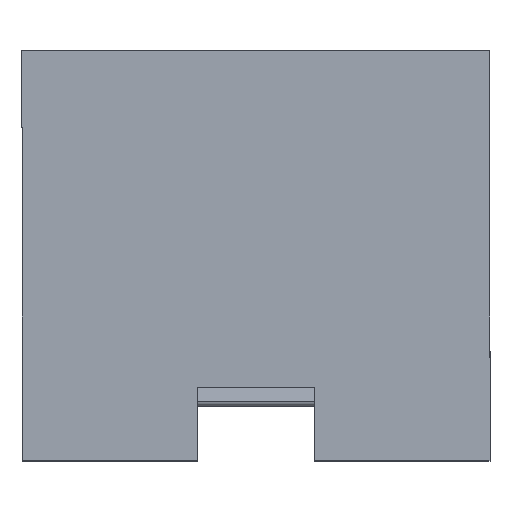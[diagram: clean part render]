
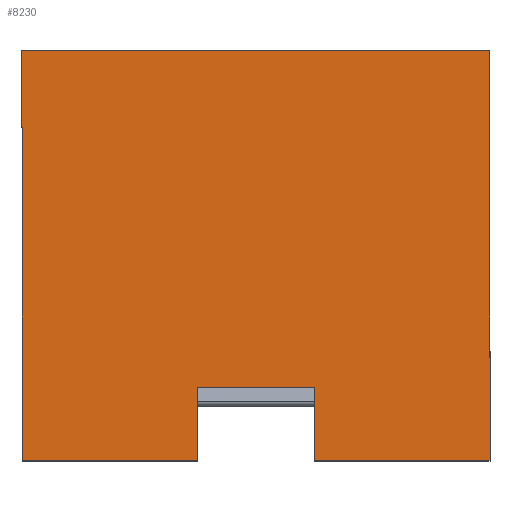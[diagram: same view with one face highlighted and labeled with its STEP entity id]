
A CAD part, top view. The second image highlights one B-rep face of the part: STEP entity #8230.
In plain terms, the highlighted planar face has unit normal (0, 0, 1).
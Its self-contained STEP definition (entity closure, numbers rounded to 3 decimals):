
#7957=CARTESIAN_POINT('',(0.4,-1.4,4.5));
#7958=VERTEX_POINT('',#7957);
#7965=CARTESIAN_POINT('',(0.4,-0.9,4.5));
#7966=VERTEX_POINT('',#7965);
#7967=CARTESIAN_POINT('',(0.4,-0.9,4.5));
#7968=DIRECTION('',(0.0,-1.0,0.0));
#7969=VECTOR('',#7968,0.5);
#7970=LINE('',#7967,#7969);
#7971=EDGE_CURVE('',#7966,#7958,#7970,.T.);
#8135=CARTESIAN_POINT('',(-0.4,-0.9,4.5));
#8136=VERTEX_POINT('',#8135);
#8143=CARTESIAN_POINT('',(-0.4,-1.4,4.5));
#8144=VERTEX_POINT('',#8143);
#8145=CARTESIAN_POINT('',(-0.4,-1.4,4.5));
#8146=DIRECTION('',(0.0,1.0,0.0));
#8147=VECTOR('',#8146,0.5);
#8148=LINE('',#8145,#8147);
#8149=EDGE_CURVE('',#8144,#8136,#8148,.T.);
#8165=CARTESIAN_POINT('',(-0.4,-0.9,4.5));
#8166=DIRECTION('',(1.0,0.0,0.0));
#8167=VECTOR('',#8166,0.8);
#8168=LINE('',#8165,#8167);
#8169=EDGE_CURVE('',#8136,#7966,#8168,.T.);
#8182=CARTESIAN_POINT('',(0.8,0.7,4.5));
#8183=DIRECTION('',(0.0,0.0,1.0));
#8184=DIRECTION('',(1.0,0.0,0.0));
#8185=AXIS2_PLACEMENT_3D('',#8182,#8183,#8184);
#8186=PLANE('',#8185);
#8187=ORIENTED_EDGE('',*,*,#8149,.T.);
#8188=ORIENTED_EDGE('',*,*,#8169,.T.);
#8189=ORIENTED_EDGE('',*,*,#7971,.T.);
#8190=CARTESIAN_POINT('',(1.6,-1.4,4.5));
#8191=VERTEX_POINT('',#8190);
#8192=CARTESIAN_POINT('',(1.6,-1.4,4.5));
#8193=DIRECTION('',(-1.0,0.0,0.0));
#8194=VECTOR('',#8193,1.2);
#8195=LINE('',#8192,#8194);
#8196=EDGE_CURVE('',#8191,#7958,#8195,.T.);
#8197=ORIENTED_EDGE('',*,*,#8196,.F.);
#8198=CARTESIAN_POINT('',(1.6,1.4,4.5));
#8199=VERTEX_POINT('',#8198);
#8200=CARTESIAN_POINT('',(1.6,1.4,4.5));
#8201=DIRECTION('',(0.0,-1.0,0.0));
#8202=VECTOR('',#8201,2.8);
#8203=LINE('',#8200,#8202);
#8204=EDGE_CURVE('',#8199,#8191,#8203,.T.);
#8205=ORIENTED_EDGE('',*,*,#8204,.F.);
#8206=CARTESIAN_POINT('',(-1.6,1.4,4.5));
#8207=VERTEX_POINT('',#8206);
#8208=CARTESIAN_POINT('',(-1.6,1.4,4.5));
#8209=DIRECTION('',(1.0,0.0,0.0));
#8210=VECTOR('',#8209,3.2);
#8211=LINE('',#8208,#8210);
#8212=EDGE_CURVE('',#8207,#8199,#8211,.T.);
#8213=ORIENTED_EDGE('',*,*,#8212,.F.);
#8214=CARTESIAN_POINT('',(-1.6,-1.4,4.5));
#8215=VERTEX_POINT('',#8214);
#8216=CARTESIAN_POINT('',(-1.6,-1.4,4.5));
#8217=DIRECTION('',(0.0,1.0,0.0));
#8218=VECTOR('',#8217,2.8);
#8219=LINE('',#8216,#8218);
#8220=EDGE_CURVE('',#8215,#8207,#8219,.T.);
#8221=ORIENTED_EDGE('',*,*,#8220,.F.);
#8222=CARTESIAN_POINT('',(-0.4,-1.4,4.5));
#8223=DIRECTION('',(-1.0,0.0,0.0));
#8224=VECTOR('',#8223,1.2);
#8225=LINE('',#8222,#8224);
#8226=EDGE_CURVE('',#8144,#8215,#8225,.T.);
#8227=ORIENTED_EDGE('',*,*,#8226,.F.);
#8228=EDGE_LOOP('',(#8187,#8188,#8189,#8197,#8205,#8213,#8221,#8227));
#8229=FACE_OUTER_BOUND('',#8228,.T.);
#8230=ADVANCED_FACE('',(#8229),#8186,.T.);
